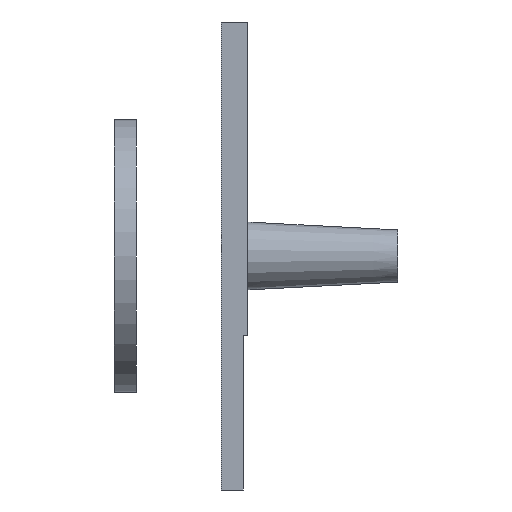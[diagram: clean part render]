
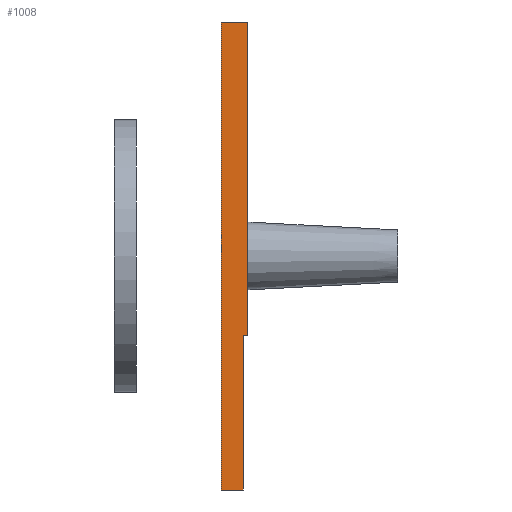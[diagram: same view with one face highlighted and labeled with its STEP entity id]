
A CAD part, left-side view. The second image highlights one B-rep face of the part: STEP entity #1008.
In plain terms, the highlighted planar face has unit normal (-1, 0, 0).
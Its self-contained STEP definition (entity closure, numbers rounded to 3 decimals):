
#111=FACE_OUTER_BOUND('',#169,.T.);
#169=EDGE_LOOP('',(#796,#797,#798,#799,#800,#801));
#228=LINE('',#1490,#338);
#258=LINE('',#1570,#368);
#265=LINE('',#1585,#375);
#282=LINE('',#1621,#392);
#283=LINE('',#1623,#393);
#284=LINE('',#1624,#394);
#338=VECTOR('',#1186,10.);
#368=VECTOR('',#1264,10.);
#375=VECTOR('',#1277,10.);
#392=VECTOR('',#1306,10.);
#393=VECTOR('',#1307,10.);
#394=VECTOR('',#1308,10.);
#447=VERTEX_POINT('',#1487);
#448=VERTEX_POINT('',#1489);
#474=VERTEX_POINT('',#1568);
#479=VERTEX_POINT('',#1583);
#492=VERTEX_POINT('',#1620);
#493=VERTEX_POINT('',#1622);
#543=EDGE_CURVE('',#448,#447,#228,.T.);
#583=EDGE_CURVE('',#447,#474,#258,.T.);
#591=EDGE_CURVE('',#479,#474,#265,.T.);
#609=EDGE_CURVE('',#492,#479,#282,.T.);
#610=EDGE_CURVE('',#493,#492,#283,.T.);
#611=EDGE_CURVE('',#448,#493,#284,.T.);
#796=ORIENTED_EDGE('',*,*,#543,.T.);
#797=ORIENTED_EDGE('',*,*,#583,.T.);
#798=ORIENTED_EDGE('',*,*,#591,.F.);
#799=ORIENTED_EDGE('',*,*,#609,.F.);
#800=ORIENTED_EDGE('',*,*,#610,.F.);
#801=ORIENTED_EDGE('',*,*,#611,.F.);
#965=PLANE('',#1100);
#1008=ADVANCED_FACE('',(#111),#965,.T.);
#1100=AXIS2_PLACEMENT_3D('',#1619,#1304,#1305);
#1186=DIRECTION('',(0.,0.,1.));
#1264=DIRECTION('',(0.,-1.,0.));
#1277=DIRECTION('',(0.,0.,-1.));
#1304=DIRECTION('center_axis',(-1.,0.,0.));
#1305=DIRECTION('ref_axis',(0.,0.,1.));
#1306=DIRECTION('',(0.,-1.,0.));
#1307=DIRECTION('',(0.,0.,1.));
#1308=DIRECTION('',(0.,1.,0.));
#1487=CARTESIAN_POINT('',(-123.,0.,-68.));
#1489=CARTESIAN_POINT('',(-123.,0.,-103.));
#1490=CARTESIAN_POINT('',(-123.,0.,-103.));
#1568=CARTESIAN_POINT('',(-123.,-1.,-68.));
#1570=CARTESIAN_POINT('',(-123.,0.,-68.));
#1583=CARTESIAN_POINT('',(-123.,-1.,3.));
#1585=CARTESIAN_POINT('',(-123.,-1.,3.));
#1619=CARTESIAN_POINT('Origin',(-123.,0.,-103.));
#1620=CARTESIAN_POINT('',(-123.,5.,3.));
#1621=CARTESIAN_POINT('',(-123.,0.,3.));
#1622=CARTESIAN_POINT('',(-123.,5.,-103.));
#1623=CARTESIAN_POINT('',(-123.,5.,-103.));
#1624=CARTESIAN_POINT('',(-123.,0.,-103.));
